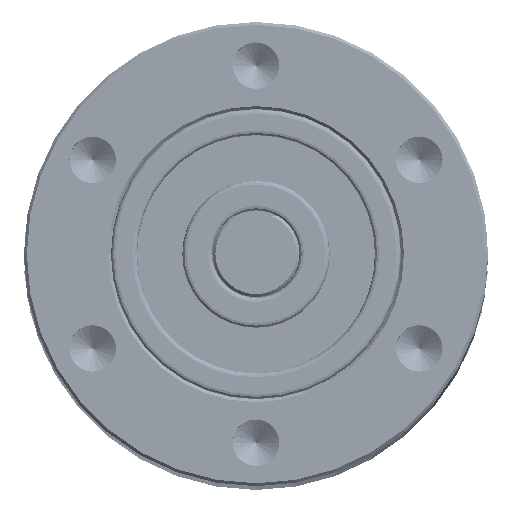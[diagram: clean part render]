
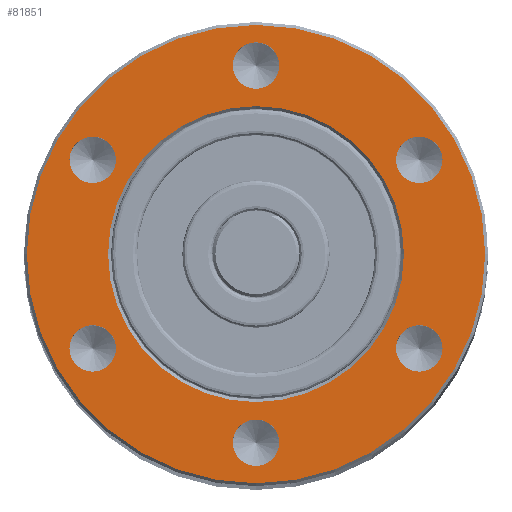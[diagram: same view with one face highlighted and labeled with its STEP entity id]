
A CAD part, top view. The second image highlights one B-rep face of the part: STEP entity #81851.
In plain terms, the highlighted face is planar.
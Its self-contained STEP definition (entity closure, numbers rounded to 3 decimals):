
#80991=CARTESIAN_POINT('',(0.,0.,-7.6));
#80992=DIRECTION('',(0.,0.,1.));
#80993=DIRECTION('',(0.,-1.,0.));
#80994=AXIS2_PLACEMENT_3D('',#80991,#80992,#80993);
#80996=CARTESIAN_POINT('',(0.,0.,-7.6));
#80997=DIRECTION('',(0.,0.,1.));
#80998=DIRECTION('',(0.,1.,0.));
#80999=AXIS2_PLACEMENT_3D('',#80996,#80997,#80998);
#81001=CARTESIAN_POINT('',(0.,0.,-7.6));
#81002=DIRECTION('',(0.,0.,1.));
#81003=DIRECTION('',(0.,-1.,0.));
#81004=AXIS2_PLACEMENT_3D('',#81001,#81002,#81003);
#81006=CARTESIAN_POINT('',(0.,0.,-7.6));
#81007=DIRECTION('',(0.,0.,1.));
#81008=DIRECTION('',(0.,1.,0.));
#81009=AXIS2_PLACEMENT_3D('',#81006,#81007,#81008);
#81011=CARTESIAN_POINT('',(0.,6.5,-7.6));
#81012=DIRECTION('',(0.,0.,-1.));
#81013=DIRECTION('',(1.,0.,0.));
#81014=AXIS2_PLACEMENT_3D('',#81011,#81012,#81013);
#81016=CARTESIAN_POINT('',(0.,6.5,-7.6));
#81017=DIRECTION('',(0.,0.,-1.));
#81018=DIRECTION('',(-1.,0.,0.));
#81019=AXIS2_PLACEMENT_3D('',#81016,#81017,#81018);
#81021=CARTESIAN_POINT('',(5.629,3.25,-7.6));
#81022=DIRECTION('',(0.,0.,-1.));
#81023=DIRECTION('',(0.5,-0.866,0.));
#81024=AXIS2_PLACEMENT_3D('',#81021,#81022,#81023);
#81026=CARTESIAN_POINT('',(5.629,3.25,-7.6));
#81027=DIRECTION('',(0.,0.,-1.));
#81028=DIRECTION('',(-0.5,0.866,0.));
#81029=AXIS2_PLACEMENT_3D('',#81026,#81027,#81028);
#81031=CARTESIAN_POINT('',(5.629,-3.25,-7.6));
#81032=DIRECTION('',(0.,0.,-1.));
#81033=DIRECTION('',(-0.5,-0.866,0.));
#81034=AXIS2_PLACEMENT_3D('',#81031,#81032,#81033);
#81036=CARTESIAN_POINT('',(5.629,-3.25,-7.6));
#81037=DIRECTION('',(0.,0.,-1.));
#81038=DIRECTION('',(0.5,0.866,0.));
#81039=AXIS2_PLACEMENT_3D('',#81036,#81037,#81038);
#81041=CARTESIAN_POINT('',(0.,-6.5,-7.6));
#81042=DIRECTION('',(0.,0.,-1.));
#81043=DIRECTION('',(-1.,0.,0.));
#81044=AXIS2_PLACEMENT_3D('',#81041,#81042,#81043);
#81046=CARTESIAN_POINT('',(0.,-6.5,-7.6));
#81047=DIRECTION('',(0.,0.,-1.));
#81048=DIRECTION('',(1.,0.,0.));
#81049=AXIS2_PLACEMENT_3D('',#81046,#81047,#81048);
#81051=CARTESIAN_POINT('',(-5.629,-3.25,-7.6));
#81052=DIRECTION('',(0.,0.,-1.));
#81053=DIRECTION('',(-0.5,0.866,0.));
#81054=AXIS2_PLACEMENT_3D('',#81051,#81052,#81053);
#81056=CARTESIAN_POINT('',(-5.629,-3.25,-7.6));
#81057=DIRECTION('',(0.,0.,-1.));
#81058=DIRECTION('',(0.5,-0.866,0.));
#81059=AXIS2_PLACEMENT_3D('',#81056,#81057,#81058);
#81061=CARTESIAN_POINT('',(-5.629,3.25,-7.6));
#81062=DIRECTION('',(0.,0.,-1.));
#81063=DIRECTION('',(0.5,0.866,0.));
#81064=AXIS2_PLACEMENT_3D('',#81061,#81062,#81063);
#81066=CARTESIAN_POINT('',(-5.629,3.25,-7.6));
#81067=DIRECTION('',(0.,0.,-1.));
#81068=DIRECTION('',(-0.5,-0.866,0.));
#81069=AXIS2_PLACEMENT_3D('',#81066,#81067,#81068);
#81387=CARTESIAN_POINT('',(0.,-5.1,-7.6));
#81388=CARTESIAN_POINT('',(0.,5.1,-7.6));
#81389=VERTEX_POINT('',#81387);
#81390=VERTEX_POINT('',#81388);
#81407=CARTESIAN_POINT('',(0.,-7.9,-7.6));
#81408=CARTESIAN_POINT('',(0.,7.9,-7.6));
#81409=VERTEX_POINT('',#81407);
#81410=VERTEX_POINT('',#81408);
#81425=CARTESIAN_POINT('',(0.8,6.5,-7.6));
#81426=CARTESIAN_POINT('',(-0.8,6.5,-7.6));
#81427=VERTEX_POINT('',#81425);
#81428=VERTEX_POINT('',#81426);
#81435=CARTESIAN_POINT('',(6.029,2.557,-7.6));
#81436=CARTESIAN_POINT('',(5.229,3.943,-7.6));
#81437=VERTEX_POINT('',#81435);
#81438=VERTEX_POINT('',#81436);
#81445=CARTESIAN_POINT('',(5.229,-3.943,-7.6));
#81446=CARTESIAN_POINT('',(6.029,-2.557,-7.6));
#81447=VERTEX_POINT('',#81445);
#81448=VERTEX_POINT('',#81446);
#81479=CARTESIAN_POINT('',(-0.8,-6.5,-7.6));
#81480=CARTESIAN_POINT('',(0.8,-6.5,-7.6));
#81481=VERTEX_POINT('',#81479);
#81482=VERTEX_POINT('',#81480);
#81489=CARTESIAN_POINT('',(-6.029,-2.557,-7.6));
#81490=CARTESIAN_POINT('',(-5.229,-3.943,-7.6));
#81491=VERTEX_POINT('',#81489);
#81492=VERTEX_POINT('',#81490);
#81499=CARTESIAN_POINT('',(-5.229,3.943,-7.6));
#81500=CARTESIAN_POINT('',(-6.029,2.557,-7.6));
#81501=VERTEX_POINT('',#81499);
#81502=VERTEX_POINT('',#81500);
#81799=CARTESIAN_POINT('',(0.,0.,-7.6));
#81800=DIRECTION('',(0.,0.,-1.));
#81801=DIRECTION('',(0.,-1.,0.));
#81802=AXIS2_PLACEMENT_3D('',#81799,#81800,#81801);
#81803=PLANE('',#81802);
#81805=ORIENTED_EDGE('',*,*,#81804,.T.);
#81807=ORIENTED_EDGE('',*,*,#81806,.T.);
#81808=EDGE_LOOP('',(#81805,#81807));
#81809=FACE_OUTER_BOUND('',#81808,.F.);
#81811=ORIENTED_EDGE('',*,*,#81810,.F.);
#81812=ORIENTED_EDGE('',*,*,#81789,.F.);
#81813=EDGE_LOOP('',(#81811,#81812));
#81814=FACE_BOUND('',#81813,.F.);
#81816=ORIENTED_EDGE('',*,*,#81815,.T.);
#81818=ORIENTED_EDGE('',*,*,#81817,.T.);
#81819=EDGE_LOOP('',(#81816,#81818));
#81820=FACE_BOUND('',#81819,.F.);
#81822=ORIENTED_EDGE('',*,*,#81821,.T.);
#81824=ORIENTED_EDGE('',*,*,#81823,.T.);
#81825=EDGE_LOOP('',(#81822,#81824));
#81826=FACE_BOUND('',#81825,.F.);
#81828=ORIENTED_EDGE('',*,*,#81827,.T.);
#81830=ORIENTED_EDGE('',*,*,#81829,.T.);
#81831=EDGE_LOOP('',(#81828,#81830));
#81832=FACE_BOUND('',#81831,.F.);
#81834=ORIENTED_EDGE('',*,*,#81833,.T.);
#81836=ORIENTED_EDGE('',*,*,#81835,.T.);
#81837=EDGE_LOOP('',(#81834,#81836));
#81838=FACE_BOUND('',#81837,.F.);
#81840=ORIENTED_EDGE('',*,*,#81839,.T.);
#81842=ORIENTED_EDGE('',*,*,#81841,.T.);
#81843=EDGE_LOOP('',(#81840,#81842));
#81844=FACE_BOUND('',#81843,.F.);
#81846=ORIENTED_EDGE('',*,*,#81845,.T.);
#81848=ORIENTED_EDGE('',*,*,#81847,.T.);
#81849=EDGE_LOOP('',(#81846,#81848));
#81850=FACE_BOUND('',#81849,.F.);
#81851=ADVANCED_FACE('',(#81809,#81814,#81820,#81826,#81832,#81838,#81844,
#81850),#81803,.T.);
#80995=CIRCLE('',#80994,5.1);
#81000=CIRCLE('',#80999,5.1);
#81005=CIRCLE('',#81004,7.9);
#81010=CIRCLE('',#81009,7.9);
#81015=CIRCLE('',#81014,0.8);
#81020=CIRCLE('',#81019,0.8);
#81025=CIRCLE('',#81024,0.8);
#81030=CIRCLE('',#81029,0.8);
#81035=CIRCLE('',#81034,0.8);
#81040=CIRCLE('',#81039,0.8);
#81045=CIRCLE('',#81044,0.8);
#81050=CIRCLE('',#81049,0.8);
#81055=CIRCLE('',#81054,0.8);
#81060=CIRCLE('',#81059,0.8);
#81065=CIRCLE('',#81064,0.8);
#81070=CIRCLE('',#81069,0.8);
#81789=EDGE_CURVE('',#81390,#81389,#81000,.T.);
#81804=EDGE_CURVE('',#81409,#81410,#81005,.T.);
#81806=EDGE_CURVE('',#81410,#81409,#81010,.T.);
#81810=EDGE_CURVE('',#81389,#81390,#80995,.T.);
#81815=EDGE_CURVE('',#81427,#81428,#81015,.T.);
#81817=EDGE_CURVE('',#81428,#81427,#81020,.T.);
#81821=EDGE_CURVE('',#81437,#81438,#81025,.T.);
#81823=EDGE_CURVE('',#81438,#81437,#81030,.T.);
#81827=EDGE_CURVE('',#81447,#81448,#81035,.T.);
#81829=EDGE_CURVE('',#81448,#81447,#81040,.T.);
#81833=EDGE_CURVE('',#81481,#81482,#81045,.T.);
#81835=EDGE_CURVE('',#81482,#81481,#81050,.T.);
#81839=EDGE_CURVE('',#81491,#81492,#81055,.T.);
#81841=EDGE_CURVE('',#81492,#81491,#81060,.T.);
#81845=EDGE_CURVE('',#81501,#81502,#81065,.T.);
#81847=EDGE_CURVE('',#81502,#81501,#81070,.T.);
